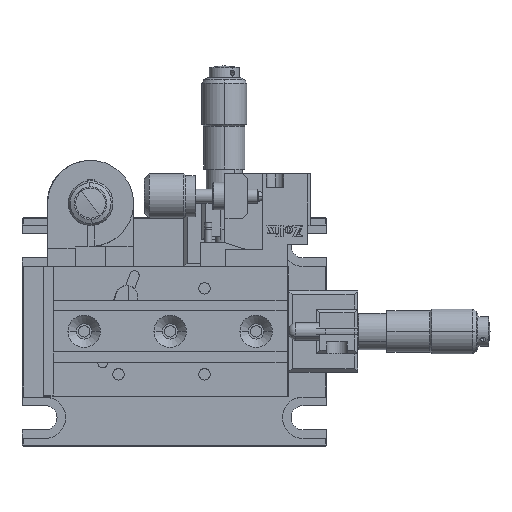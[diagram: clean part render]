
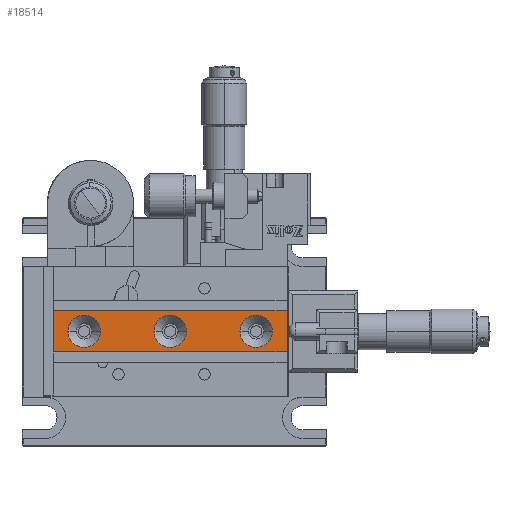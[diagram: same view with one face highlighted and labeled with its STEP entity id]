
A CAD part, top view. The second image highlights one B-rep face of the part: STEP entity #18514.
In plain terms, the highlighted planar face has unit normal (0, 0, 1).
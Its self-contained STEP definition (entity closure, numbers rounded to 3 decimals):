
#5 = PLANE ( 'NONE',  #25293 ) ;
#324 = CARTESIAN_POINT ( 'NONE',  ( -12.626, 0.532, 66.9 ) ) ;
#759 = DIRECTION ( 'NONE',  ( -1., 0., 0. ) ) ;
#961 = VECTOR ( 'NONE', #7873, 1000. ) ;
#1074 = VECTOR ( 'NONE', #24280, 1000. ) ;
#1119 = VERTEX_POINT ( 'NONE', #23783 ) ;
#1172 = CARTESIAN_POINT ( 'NONE',  ( 17.074, 0.532, 66.9 ) ) ;
#1298 = AXIS2_PLACEMENT_3D ( 'NONE', #2804, #8727, #7060 ) ;
#1384 = VECTOR ( 'NONE', #7897, 1000. ) ;
#1454 = VERTEX_POINT ( 'NONE', #18613 ) ;
#1849 = CARTESIAN_POINT ( 'NONE',  ( -46.626, 6.532, 66.9 ) ) ;
#2517 = FACE_OUTER_BOUND ( 'NONE', #23320, .T. ) ;
#2519 = AXIS2_PLACEMENT_3D ( 'NONE', #19016, #9004, #3072 ) ;
#2712 = CARTESIAN_POINT ( 'NONE',  ( -42.326, 0.532, 66.9 ) ) ;
#2804 = CARTESIAN_POINT ( 'NONE',  ( -37.626, 0.532, 66.9 ) ) ;
#3072 = DIRECTION ( 'NONE',  ( 1., 0., 0. ) ) ;
#3105 = CARTESIAN_POINT ( 'NONE',  ( -46.626, 6.532, 66.9 ) ) ;
#3552 = DIRECTION ( 'NONE',  ( 1., 0., 0. ) ) ;
#3735 = CARTESIAN_POINT ( 'NONE',  ( -46.626, -5.468, 66.9 ) ) ;
#4266 = EDGE_LOOP ( 'NONE', ( #6771, #5982 ) ) ;
#4712 = FACE_BOUND ( 'NONE', #4266, .T. ) ;
#5365 = CARTESIAN_POINT ( 'NONE',  ( -32.926, 0.532, 66.9 ) ) ;
#5811 = CARTESIAN_POINT ( 'NONE',  ( 21.374, 6.532, 66.9 ) ) ;
#5982 = ORIENTED_EDGE ( 'NONE', *, *, #11878, .F. ) ;
#6718 = VERTEX_POINT ( 'NONE', #1172 ) ;
#6771 = ORIENTED_EDGE ( 'NONE', *, *, #18687, .F. ) ;
#7060 = DIRECTION ( 'NONE',  ( 1., 0., 0. ) ) ;
#7134 = AXIS2_PLACEMENT_3D ( 'NONE', #13468, #25284, #3552 ) ;
#7873 = DIRECTION ( 'NONE',  ( -1., 0., 0. ) ) ;
#7897 = DIRECTION ( 'NONE',  ( -1., 0., 0. ) ) ;
#8050 = CARTESIAN_POINT ( 'NONE',  ( 21.374, 6.532, 66.9 ) ) ;
#8069 = VERTEX_POINT ( 'NONE', #12417 ) ;
#8446 = EDGE_CURVE ( 'NONE', #20745, #14015, #8689, .T. ) ;
#8689 = CIRCLE ( 'NONE', #10312, 4.7 ) ;
#8719 = VERTEX_POINT ( 'NONE', #3735 ) ;
#8727 = DIRECTION ( 'NONE',  ( 0., 0., 1. ) ) ;
#9004 = DIRECTION ( 'NONE',  ( 0., 0., 1. ) ) ;
#9228 = VERTEX_POINT ( 'NONE', #5365 ) ;
#10312 = AXIS2_PLACEMENT_3D ( 'NONE', #324, #20264, #10367 ) ;
#10367 = DIRECTION ( 'NONE',  ( 1., 0., 0. ) ) ;
#11378 = ORIENTED_EDGE ( 'NONE', *, *, #8446, .F. ) ;
#11554 = LINE ( 'NONE', #15973, #961 ) ;
#11878 = EDGE_CURVE ( 'NONE', #1454, #6718, #18506, .T. ) ;
#11885 = CARTESIAN_POINT ( 'NONE',  ( 12.374, 0.532, 66.9 ) ) ;
#11984 = LINE ( 'NONE', #5811, #1384 ) ;
#12183 = FACE_BOUND ( 'NONE', #12824, .T. ) ;
#12189 = CARTESIAN_POINT ( 'NONE',  ( -17.326, 0.532, 66.9 ) ) ;
#12417 = CARTESIAN_POINT ( 'NONE',  ( 21.374, 6.532, 66.9 ) ) ;
#12461 = VERTEX_POINT ( 'NONE', #3105 ) ;
#12527 = AXIS2_PLACEMENT_3D ( 'NONE', #11885, #15558, #21522 ) ;
#12782 = CIRCLE ( 'NONE', #7134, 4.7 ) ;
#12824 = EDGE_LOOP ( 'NONE', ( #19982, #22369 ) ) ;
#13289 = EDGE_CURVE ( 'NONE', #1119, #8719, #11554, .T. ) ;
#13468 = CARTESIAN_POINT ( 'NONE',  ( 12.374, 0.532, 66.9 ) ) ;
#13803 = ORIENTED_EDGE ( 'NONE', *, *, #13289, .F. ) ;
#13993 = CARTESIAN_POINT ( 'NONE',  ( 21.374, 6.532, 66.9 ) ) ;
#14015 = VERTEX_POINT ( 'NONE', #12189 ) ;
#14111 = DIRECTION ( 'NONE',  ( 0., 0., 1. ) ) ;
#14370 = FACE_BOUND ( 'NONE', #15226, .T. ) ;
#15226 = EDGE_LOOP ( 'NONE', ( #11378, #17909 ) ) ;
#15558 = DIRECTION ( 'NONE',  ( 0., 0., 1. ) ) ;
#15973 = CARTESIAN_POINT ( 'NONE',  ( 21.374, -5.468, 66.9 ) ) ;
#16252 = ORIENTED_EDGE ( 'NONE', *, *, #19025, .F. ) ;
#17909 = ORIENTED_EDGE ( 'NONE', *, *, #21567, .F. ) ;
#18028 = CARTESIAN_POINT ( 'NONE',  ( -7.926, 0.532, 66.9 ) ) ;
#18293 = CIRCLE ( 'NONE', #23648, 4.7 ) ;
#18506 = CIRCLE ( 'NONE', #12527, 4.7 ) ;
#18514 = ADVANCED_FACE ( 'NONE', ( #12183, #14370, #4712, #2517 ), #5, .F. ) ;
#18613 = CARTESIAN_POINT ( 'NONE',  ( 7.674, 0.532, 66.9 ) ) ;
#18687 = EDGE_CURVE ( 'NONE', #6718, #1454, #12782, .T. ) ;
#18877 = DIRECTION ( 'NONE',  ( 0., 0., -1. ) ) ;
#19016 = CARTESIAN_POINT ( 'NONE',  ( -12.626, 0.532, 66.9 ) ) ;
#19025 = EDGE_CURVE ( 'NONE', #8069, #1119, #24270, .T. ) ;
#19178 = ORIENTED_EDGE ( 'NONE', *, *, #22240, .T. ) ;
#19451 = LINE ( 'NONE', #1849, #1074 ) ;
#19916 = VECTOR ( 'NONE', #22228, 1000. ) ;
#19982 = ORIENTED_EDGE ( 'NONE', *, *, #23039, .F. ) ;
#20264 = DIRECTION ( 'NONE',  ( 0., 0., 1. ) ) ;
#20289 = VERTEX_POINT ( 'NONE', #2712 ) ;
#20745 = VERTEX_POINT ( 'NONE', #18028 ) ;
#20756 = EDGE_CURVE ( 'NONE', #20289, #9228, #18293, .T. ) ;
#20917 = CIRCLE ( 'NONE', #1298, 4.7 ) ;
#21087 = ORIENTED_EDGE ( 'NONE', *, *, #21831, .T. ) ;
#21522 = DIRECTION ( 'NONE',  ( 1., 0., 0. ) ) ;
#21567 = EDGE_CURVE ( 'NONE', #14015, #20745, #22275, .T. ) ;
#21831 = EDGE_CURVE ( 'NONE', #12461, #8719, #19451, .T. ) ;
#21896 = DIRECTION ( 'NONE',  ( 1., 0., 0. ) ) ;
#22228 = DIRECTION ( 'NONE',  ( 0., -1., 0. ) ) ;
#22240 = EDGE_CURVE ( 'NONE', #8069, #12461, #11984, .T. ) ;
#22275 = CIRCLE ( 'NONE', #2519, 4.7 ) ;
#22369 = ORIENTED_EDGE ( 'NONE', *, *, #20756, .F. ) ;
#23039 = EDGE_CURVE ( 'NONE', #9228, #20289, #20917, .T. ) ;
#23320 = EDGE_LOOP ( 'NONE', ( #21087, #13803, #16252, #19178 ) ) ;
#23648 = AXIS2_PLACEMENT_3D ( 'NONE', #23907, #14111, #21896 ) ;
#23783 = CARTESIAN_POINT ( 'NONE',  ( 21.374, -5.468, 66.9 ) ) ;
#23907 = CARTESIAN_POINT ( 'NONE',  ( -37.626, 0.532, 66.9 ) ) ;
#24270 = LINE ( 'NONE', #13993, #19916 ) ;
#24280 = DIRECTION ( 'NONE',  ( 0., -1., 0. ) ) ;
#25284 = DIRECTION ( 'NONE',  ( 0., 0., 1. ) ) ;
#25293 = AXIS2_PLACEMENT_3D ( 'NONE', #8050, #18877, #759 ) ;
